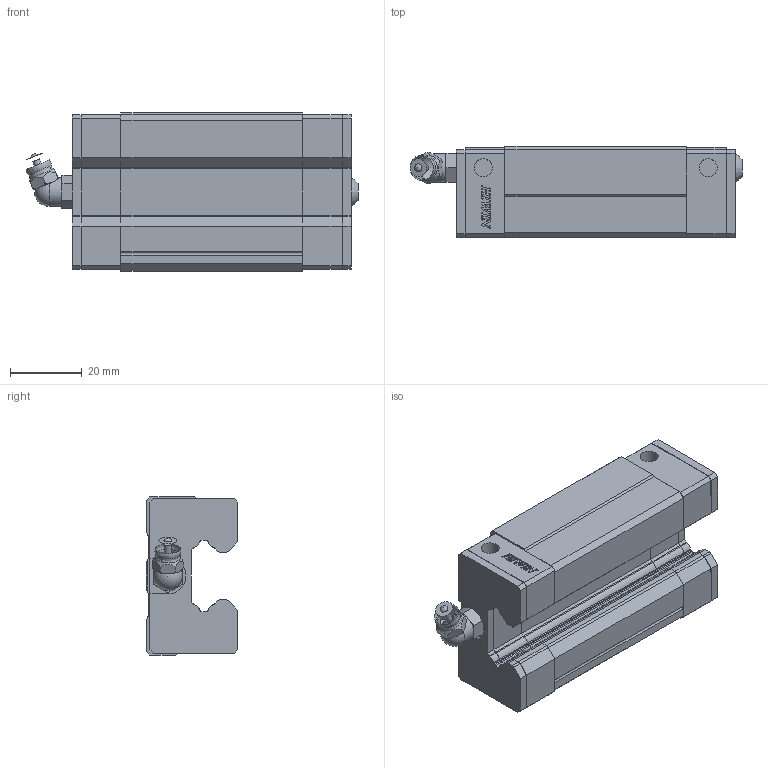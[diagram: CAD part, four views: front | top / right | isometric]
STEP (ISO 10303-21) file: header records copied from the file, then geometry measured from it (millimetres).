
FILE_DESCRIPTION(/* description */ (''),/* implementation_level */ '2;1');
FILE_NAME(/* name */ 'HGH20CAZ0C_GW202311001815.stp',/* time_stamp */ '2023-11-01T21:55:49+08:00',/* author */ ('user'),/* organization */ (''),/* preprocessor_version */ 'ST-DEVELOPER v17',/* originating_system */ 'Autodesk Inventor 2018',/* authorisation */ '');
FILE_SCHEMA (('AUTOMOTIVE_DESIGN { 1 0 10303 214 3 1 1 }'));
Products named in the file (4): HGH20CAZ0C_GW202311001815; HGH20C_右封_temp; 34320001; M6H
Assembly tree (3 placements, depth 2):
  HGH20CAZ0C_GW202311001815
    HGH20C_右封_temp
    34320001
    M6H
Bounding box: 92.3 x 25.4 x 44 mm (x, y, z)
Volume: 66844.9 mm3; surface area: 23309.5 mm2
Topology: 7 solids, 8 shells, 724 faces, 2018 edges, 1333 vertices
Faces by surface type: plane 482, cylinder 192, cone 42, bspline 4, sphere 3, torus 1
Full cylindrical faces by diameter (mm): 1 x2, 2 x1, 4.134 x4, 5 x4, 6 x6, 7.3 x2, 8 x2
Entity records: 23712 total; most frequent: CARTESIAN_POINT 4597, ORIENTED_EDGE 4030, DIRECTION 3919, EDGE_CURVE 2015, LINE 1467, VECTOR 1467, VERTEX_POINT 1333, AXIS2_PLACEMENT_3D 1226
